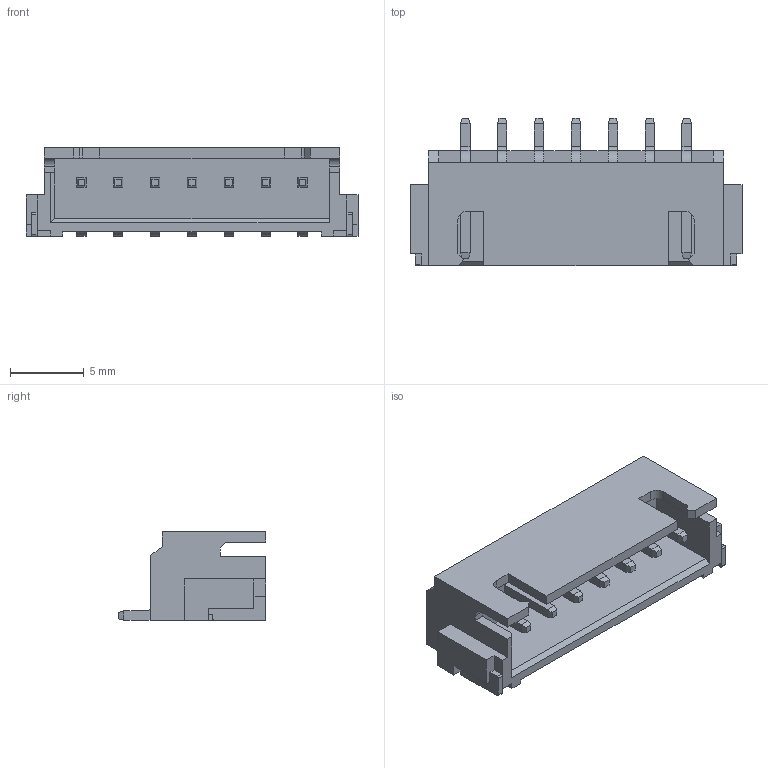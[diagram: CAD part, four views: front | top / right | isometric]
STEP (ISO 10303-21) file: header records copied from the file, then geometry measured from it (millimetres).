
FILE_DESCRIPTION(('STEP AP214'), '1');
FILE_NAME('SxB-XH-SM4-TB', '', ('UNSPECIFIED'), ('UNSPECIFIED'), 'ASCON STEP Converter 1.6', 'ASCON Math Kernel', '');
FILE_SCHEMA(('AUTOMOTIVE_DESIGN { 1 0 10303 214 3 1 1}'));
Length unit declared in the file: millimetre
Bounding box: 22.5 x 10 x 6 mm (x, y, z)
Volume: 484.7 mm3; surface area: 1078.7 mm2
Topology: 3 solids, 3 shells, 333 faces, 896 edges, 555 vertices
Faces by surface type: plane 295, cylinder 38
Entity records: 12924 total; most frequent: ORIENTED_EDGE 1792, CARTESIAN_POINT 1785, DIRECTION 1682, EDGE_CURVE 896, LINE 778, VECTOR 778, VERTEX_POINT 555, AXIS2_PLACEMENT_3D 452
